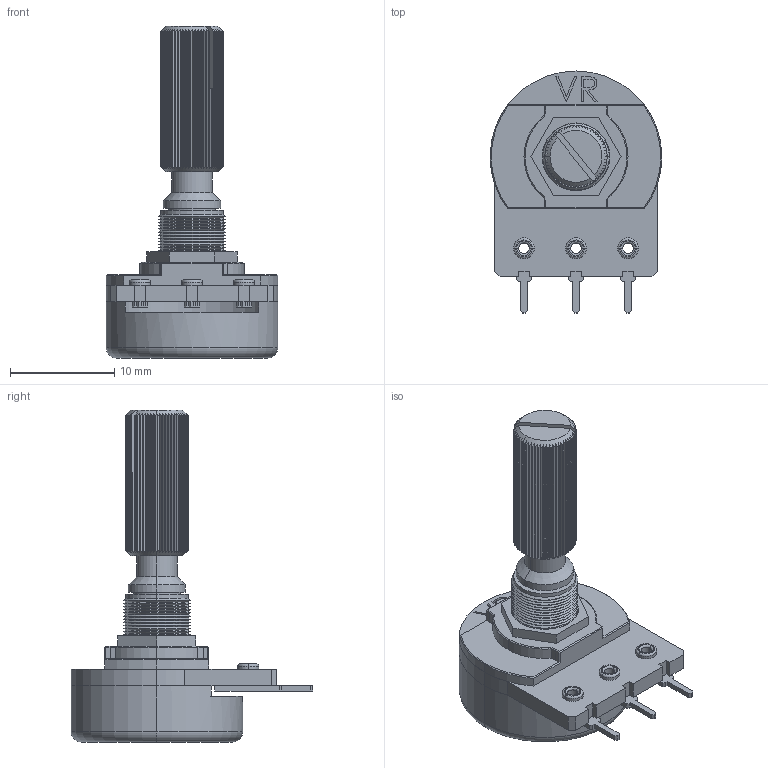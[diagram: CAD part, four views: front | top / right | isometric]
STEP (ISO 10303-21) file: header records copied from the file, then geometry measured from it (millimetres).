
FILE_DESCRIPTION (( 'STEP AP214' ), '1' );
FILE_NAME ('POTENTIOMETER.STEP', '2014-05-19T02:53:27', ( '' ), ( '' ), 'SwSTEP 2.0', 'SolidWorks 2013', '' );
FILE_SCHEMA (( 'AUTOMOTIVE_DESIGN' ));
Length unit declared in the file: millimetre
Products named in the file (1): POTENTIOMETER
Bounding box: 16.5 x 23.25 x 31.9 mm (x, y, z)
Volume: 1436.9 mm3; surface area: 3046 mm2
Topology: 6 solids, 6 shells, 461 faces, 1195 edges, 759 vertices
Faces by surface type: plane 260, cylinder 103, cone 73, torus 16, bspline 9
Entity records: 19481 total; most frequent: CARTESIAN_POINT 3501, ORIENTED_EDGE 2390, DIRECTION 2152, EDGE_CURVE 1195, AXIS2_PLACEMENT_3D 766, VERTEX_POINT 759, LINE 620, VECTOR 620
